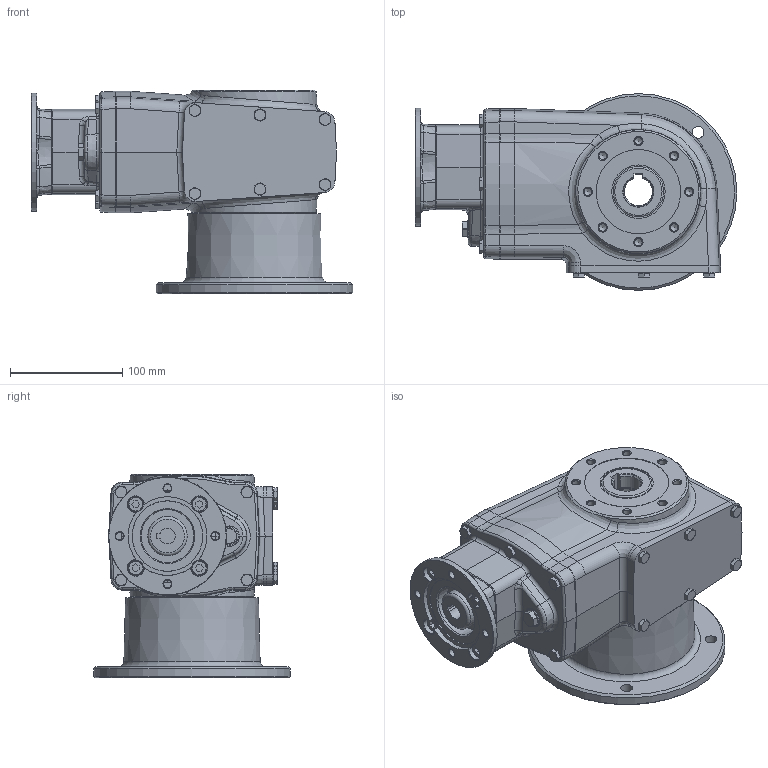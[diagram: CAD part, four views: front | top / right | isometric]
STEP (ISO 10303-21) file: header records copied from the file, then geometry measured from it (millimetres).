
FILE_DESCRIPTION( ( 'Unknown' ), '1' );
FILE_NAME( 'B3838A58565020EF5ED6CD5C96FCAAB.3d.stp', 'Unknown', ( 'Unknown' ), ( 'Unknown' ), 'PSStep 10.1', 'Unknown', ' ' );
FILE_SCHEMA( ( 'AUTOMOTIVE_DESIGN { 1 0 10303 214 1 1 1 1 }' ) );
Length unit declared in the file: millimetre
Products named in the file (1): X42N
Bounding box: 286 x 175 x 181 mm (x, y, z)
Volume: 3218399.6 mm3; surface area: 250645.4 mm2
Topology: 1 solids, 17 shells, 785 faces, 1833 edges, 1134 vertices
Faces by surface type: plane 293, cylinder 176, cone 172, bspline 84, torus 56, extrusion 4
Full cylindrical faces by diameter (mm): 6.647 x32, 7 x4, 8 x8, 8.9 x12, 9 x8, 10.5 x4, 13 x8, 14 x4, 16.662 x1, 18 x1, 35 x1, 47 x1, 47.5 x2, 75 x3, 105 x1, 115 x1, 175 x1
Entity records: 33660 total; most frequent: CARTESIAN_POINT 11457, DIRECTION 3155, ORIENTED_EDGE 3078, EDGE_CURVE 1539, AXIS2_PLACEMENT_3D 1291, EDGE_LOOP 1071, VERTEX_POINT 1056, FACE_OUTER_BOUND 922
